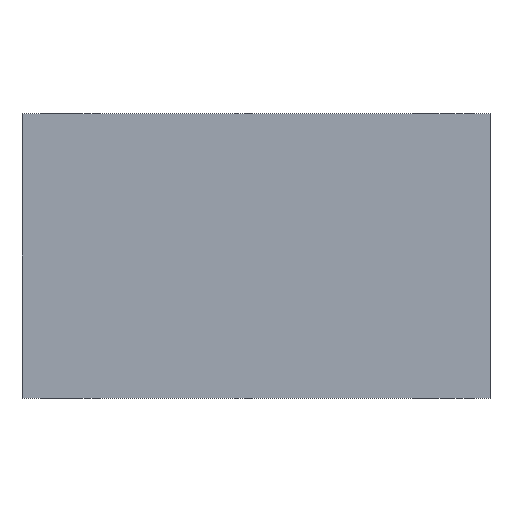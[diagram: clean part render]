
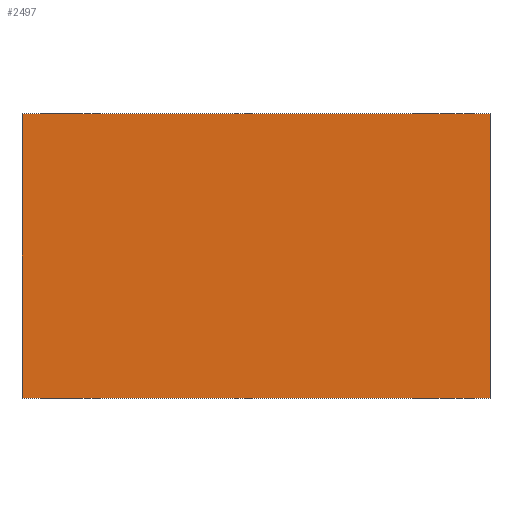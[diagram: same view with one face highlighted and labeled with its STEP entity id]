
A CAD part, front view. The second image highlights one B-rep face of the part: STEP entity #2497.
In plain terms, the highlighted planar face has unit normal (0, -1, 0).
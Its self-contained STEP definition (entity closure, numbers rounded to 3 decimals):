
#187=LINE('',#3745,#368);
#199=LINE('',#3787,#380);
#202=LINE('',#4078,#383);
#204=LINE('',#4085,#385);
#368=VECTOR('',#2993,1000.);
#380=VECTOR('',#3025,1000.);
#383=VECTOR('',#3074,1000.);
#385=VECTOR('',#3082,1000.);
#664=ORIENTED_EDGE('',*,*,#1366,.T.);
#665=ORIENTED_EDGE('',*,*,#1276,.F.);
#666=ORIENTED_EDGE('',*,*,#1362,.F.);
#667=ORIENTED_EDGE('',*,*,#1297,.T.);
#1276=EDGE_CURVE('',#1628,#1629,#187,.T.);
#1297=EDGE_CURVE('',#1649,#1648,#199,.T.);
#1362=EDGE_CURVE('',#1649,#1628,#202,.T.);
#1366=EDGE_CURVE('',#1648,#1629,#204,.T.);
#1628=VERTEX_POINT('',#3744);
#1629=VERTEX_POINT('',#3746);
#1648=VERTEX_POINT('',#3786);
#1649=VERTEX_POINT('',#3788);
#1985=EDGE_LOOP('',(#664,#665,#666,#667));
#2204=FACE_BOUND('',#1985,.T.);
#2399=PLANE('',#2709);
#2497=ADVANCED_FACE('',(#2204),#2399,.F.);
#2709=AXIS2_PLACEMENT_3D('',#4086,#3083,#3084);
#2993=DIRECTION('',(0.,0.,-1.));
#3025=DIRECTION('',(0.,0.,-1.));
#3074=DIRECTION('',(1.,0.,0.));
#3082=DIRECTION('',(1.,0.,0.));
#3083=DIRECTION('',(0.,1.,0.));
#3084=DIRECTION('',(0.,0.,1.));
#3744=CARTESIAN_POINT('',(25.,0.,15.2));
#3745=CARTESIAN_POINT('',(25.,0.,15.2));
#3746=CARTESIAN_POINT('',(25.,0.,-15.2));
#3786=CARTESIAN_POINT('',(-25.,0.,-15.2));
#3787=CARTESIAN_POINT('',(-25.,0.,15.2));
#3788=CARTESIAN_POINT('',(-25.,0.,15.2));
#4078=CARTESIAN_POINT('',(-25.,0.,15.2));
#4085=CARTESIAN_POINT('',(-25.,0.,-15.2));
#4086=CARTESIAN_POINT('',(-25.,0.,15.2));
